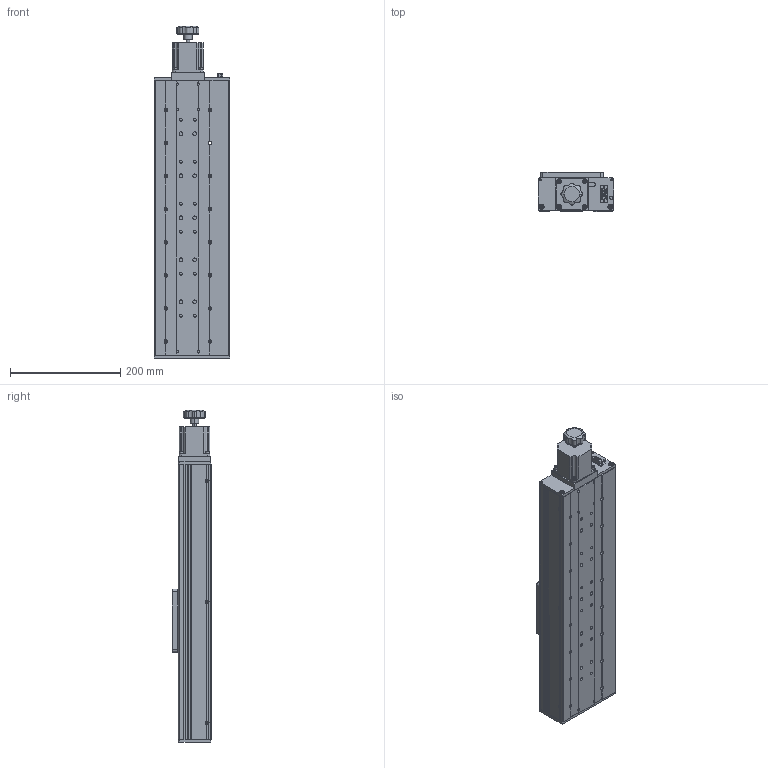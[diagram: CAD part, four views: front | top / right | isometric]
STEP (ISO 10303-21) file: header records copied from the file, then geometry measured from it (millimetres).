
FILE_DESCRIPTION (( 'STEP AP214' ), '1' );
FILE_NAME ('08HMT-300.STEP', '2018-11-07T05:53:54', ( '' ), ( '' ), 'SwSTEP 2.0', 'SolidWorks 2016', '' );
FILE_SCHEMA (( 'AUTOMOTIVE_DESIGN' ));
Length unit declared in the file: millimetre
Products named in the file (1): 08HMT-300
Bounding box: 137 x 71 x 602.3 mm (x, y, z)
Surface area: 418722.5 mm2 (no closed solid volume)
Topology: 0 solids, 44 shells, 794 faces, 2726 edges, 1963 vertices
Faces by surface type: plane 353, cylinder 316, cone 87, torus 30, sphere 8
Entity records: 39153 total; most frequent: CARTESIAN_POINT 6162, DIRECTION 5327, ORIENTED_EDGE 4424, EDGE_CURVE 2726, VERTEX_POINT 1963, AXIS2_PLACEMENT_3D 1886, LINE 1555, VECTOR 1555
